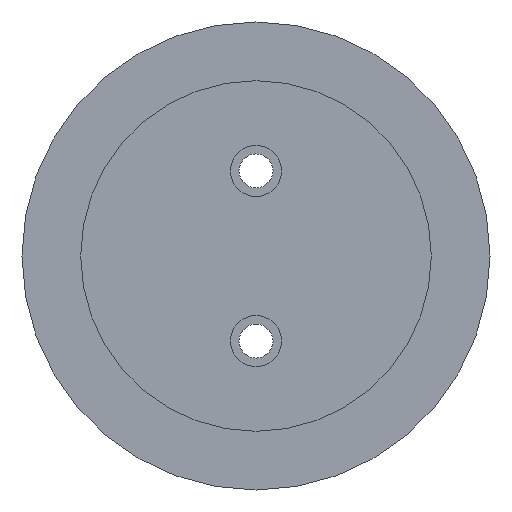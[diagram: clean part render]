
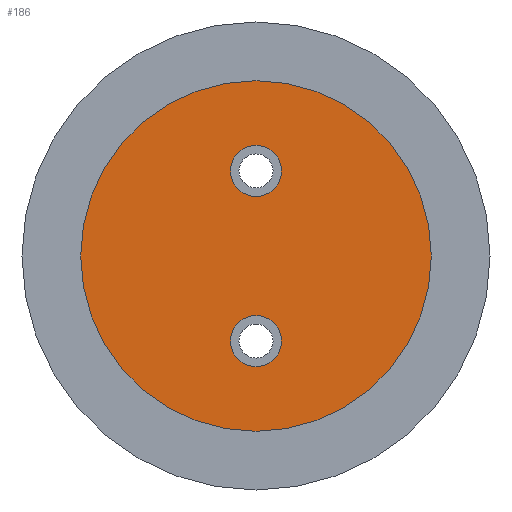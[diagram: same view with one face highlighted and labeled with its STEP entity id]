
A CAD part, front view. The second image highlights one B-rep face of the part: STEP entity #186.
In plain terms, the highlighted planar face has unit normal (0, -1, 0).
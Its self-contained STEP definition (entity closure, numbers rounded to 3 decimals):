
#33=FACE_BOUND('',#64,.T.);
#34=FACE_BOUND('',#65,.T.);
#39=PLANE('',#268);
#49=FACE_OUTER_BOUND('',#63,.T.);
#63=EDGE_LOOP('',(#154));
#64=EDGE_LOOP('',(#155));
#65=EDGE_LOOP('',(#156));
#90=CIRCLE('',#258,3.);
#92=CIRCLE('',#261,3.);
#96=CIRCLE('',#269,20.6);
#103=VERTEX_POINT('',#359);
#105=VERTEX_POINT('',#365);
#109=VERTEX_POINT('',#380);
#117=EDGE_CURVE('',#103,#103,#90,.T.);
#120=EDGE_CURVE('',#105,#105,#92,.T.);
#126=EDGE_CURVE('',#109,#109,#96,.T.);
#154=ORIENTED_EDGE('',*,*,#126,.F.);
#155=ORIENTED_EDGE('',*,*,#117,.T.);
#156=ORIENTED_EDGE('',*,*,#120,.T.);
#186=ADVANCED_FACE('',(#49,#33,#34),#39,.T.);
#258=AXIS2_PLACEMENT_3D('',#361,#294,#295);
#261=AXIS2_PLACEMENT_3D('',#367,#301,#302);
#268=AXIS2_PLACEMENT_3D('',#379,#317,#318);
#269=AXIS2_PLACEMENT_3D('',#381,#319,#320);
#294=DIRECTION('center_axis',(0.,1.,0.));
#295=DIRECTION('ref_axis',(1.,0.,0.));
#301=DIRECTION('center_axis',(0.,1.,0.));
#302=DIRECTION('ref_axis',(1.,0.,0.));
#317=DIRECTION('center_axis',(0.,-1.,0.));
#318=DIRECTION('ref_axis',(0.,0.,-1.));
#319=DIRECTION('center_axis',(0.,1.,0.));
#320=DIRECTION('ref_axis',(1.,0.,0.));
#359=CARTESIAN_POINT('',(-3.,2.5,-10.));
#361=CARTESIAN_POINT('Origin',(0.,2.5,-10.));
#365=CARTESIAN_POINT('',(-3.,2.5,10.));
#367=CARTESIAN_POINT('Origin',(0.,2.5,10.));
#379=CARTESIAN_POINT('Origin',(-20.6,2.5,0.));
#380=CARTESIAN_POINT('',(20.6,2.5,0.));
#381=CARTESIAN_POINT('Origin',(0.,2.5,0.));
